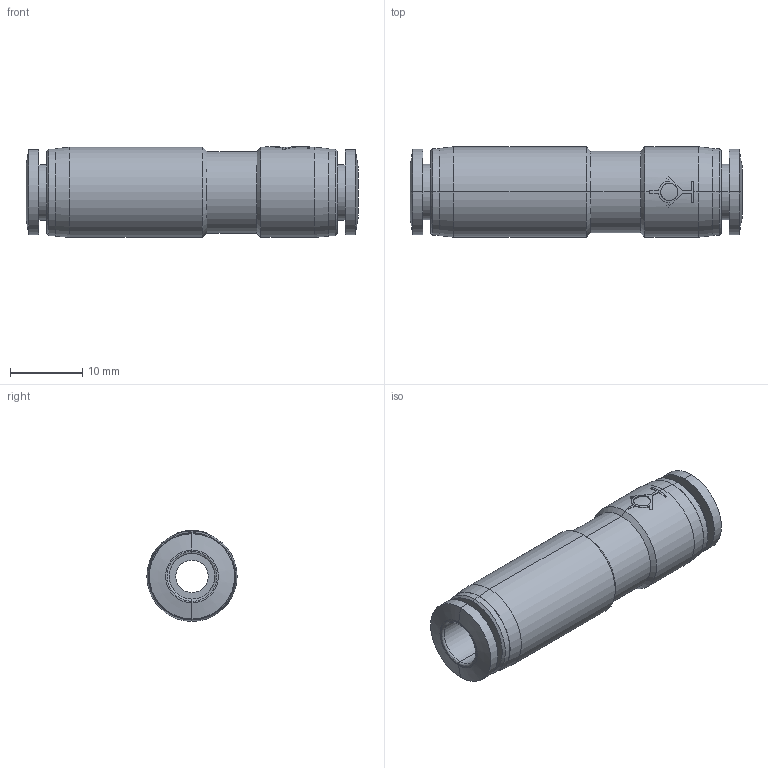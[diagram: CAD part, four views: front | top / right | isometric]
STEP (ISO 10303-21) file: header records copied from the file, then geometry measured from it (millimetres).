
FILE_DESCRIPTION (( 'STEP AP214' ), '1' );
FILE_NAME ('SVU6M.step', '2016-02-24T20:47:28', ( '' ), ( '' ), 'SwSTEP 2.0', 'SolidWorks 2015', '' );
FILE_SCHEMA (( 'AUTOMOTIVE_DESIGN' ));
Length unit declared in the file: inch
Products named in the file (1): SVU6M
Bounding box: 46 x 12.5 x 12.6 mm (x, y, z)
Volume: 3964.1 mm3; surface area: 2993.7 mm2
Topology: 1 solids, 1 shells, 76 faces, 173 edges, 108 vertices
Faces by surface type: cylinder 30, plane 26, cone 16, torus 4
Entity records: 3426 total; most frequent: CARTESIAN_POINT 675, DIRECTION 379, ORIENTED_EDGE 346, EDGE_CURVE 173, AXIS2_PLACEMENT_3D 153, VERTEX_POINT 108, EDGE_LOOP 87, DIMENSIONAL_EXPONENTS 79
